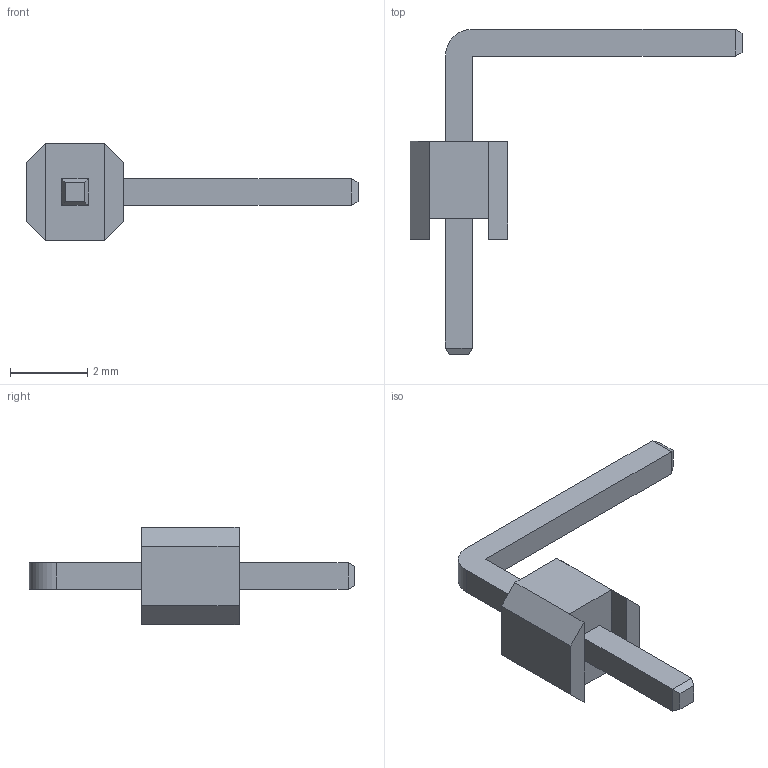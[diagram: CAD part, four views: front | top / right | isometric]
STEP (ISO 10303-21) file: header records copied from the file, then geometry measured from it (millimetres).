
FILE_DESCRIPTION (( 'STEP AP214' ), '1' );
FILE_NAME ('User Library-PLS-1R.STEP', '2015-11-29T08:44:22', ( 'Windows User' ), ( '' ), 'SwSTEP 2.0', 'SolidWorks 2016', '' );
FILE_SCHEMA (( 'AUTOMOTIVE_DESIGN' ));
Length unit declared in the file: millimetre
Products named in the file (1): User Library-PLS-1R
Bounding box: 8.62 x 8.45 x 2.54 mm (x, y, z)
Volume: 19.5 mm3; surface area: 72.6 mm2
Topology: 1 solids, 1 shells, 35 faces, 81 edges, 50 vertices
Faces by surface type: plane 34, cylinder 1
Entity records: 1380 total; most frequent: CARTESIAN_POINT 167, ORIENTED_EDGE 162, DIRECTION 155, EDGE_CURVE 81, LINE 79, VECTOR 79, VERTEX_POINT 50, UNCERTAINTY_MEASURE_WITH_UNIT 38
